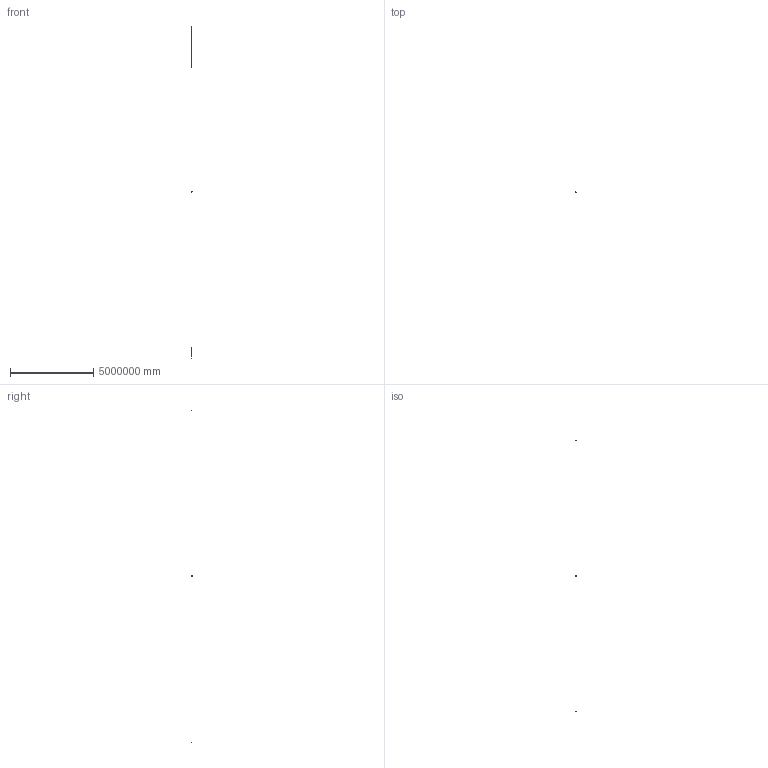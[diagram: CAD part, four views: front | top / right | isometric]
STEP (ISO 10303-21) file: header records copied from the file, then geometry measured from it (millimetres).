
FILE_DESCRIPTION(/* description */ ('Unknown'),/* implementation_level */ '2;1');
FILE_NAME(/* name */ '23602001',/* time_stamp */ '2022-09-08T14:56:26+02:00',/* author */ ('Unknown'),/* organization */ ('GROHE AG'),/* preprocessor_version */ 'ST-DEVELOPER v16.7',/* originating_system */ 'DEX',/* authorisation */ $);
FILE_SCHEMA (('AUTOMOTIVE_DESIGN {1 0 10303 214 3 1 1}'));
Length unit declared in the file: millimetre
Products named in the file (15): 23602001; 23602001_0; 23602001_1; 23602001_2; 23602001_3; 23602001_4; 23602001_5; 23602001_6; 23602001_7; 23602001_8; 23602001_9; 50.9697.1_Standard; 23602001_10; 23602001_11
Assembly tree (14 placements, depth 2):
  23602001
    23602001
    23602001_0
    23602001_1
    23602001_2
    23602001_3
    23602001_4
    23602001_5
    23602001_6
    23602001_7
    23602001_8
    23602001_9
    50.9697.1_Standard
    23602001_10
    23602001_11
Bounding box: 183.85 x 220 x 20000000 mm (x, y, z)
Volume: 172703.9 mm3; surface area: 346388955.6 mm2
Topology: 20 solids, 25 shells, 806 faces, 1855 edges, 1081 vertices
Faces by surface type: bspline 206, plane 195, cylinder 152, torus 110, sphere 82, cone 61
Full cylindrical faces by diameter (mm): 4.134 x4, 5 x1, 5.5 x1, 6.8 x2, 10 x2, 11.4 x1, 12.8 x1, 13 x1, 15 x1, 15.3 x1, 16.9 x1, 18 x1, 18.5 x2, 20.1 x1, 20.9 x1, 20.955 x1, 21 x1, 21.1 x1, 21.5 x2, 22.4 x2, 22.917 x1, 23 x2, 23.6 x1, 24 x1, 24.117 x2, 24.5 x2, 25.9 x2, 26.44 x2, 26.5 x3, 27 x2
Entity records: 37778 total; most frequent: CARTESIAN_POINT 18865, DIRECTION 3262, ORIENTED_EDGE 3216, EDGE_CURVE 1608, AXIS2_PLACEMENT_3D 1467, VERTEX_POINT 1001, EDGE_LOOP 975, FACE_BOUND 975
